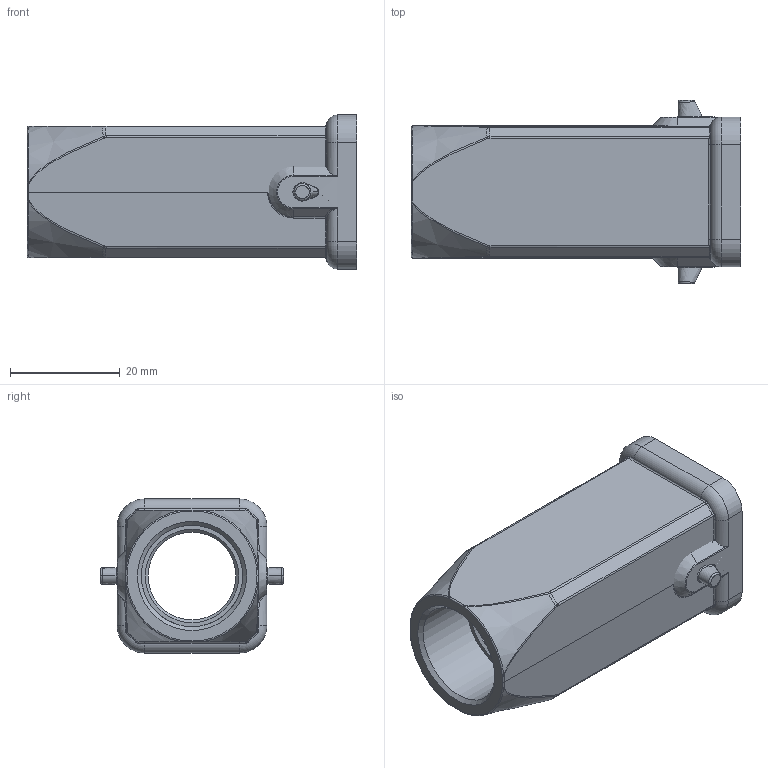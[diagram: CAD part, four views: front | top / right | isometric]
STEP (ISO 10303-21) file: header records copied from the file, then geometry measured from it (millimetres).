
FILE_DESCRIPTION(/* description */ (''),/* implementation_level */ '2;1');
FILE_NAME(/* name */ 'H3A-TE-2B-XXX.stp',/* time_stamp */ '2022-07-18T16:40:15+08:00',/* author */ (''),/* organization */ (''),/* preprocessor_version */ 'ST-DEVELOPER v16',/* originating_system */ 'SIEMENS PLM Software NX 10.0',/* authorisation */ '');
FILE_SCHEMA (('AP203_CONFIGURATION_CONTROLLED_3D_DESIGN_OF_MECHANICAL_PARTS_AND_ASSEMBLIES_MIM_LF { 1 0 10303 403 2 1 2}'));
Length unit declared in the file: millimetre
Products named in the file (1): Admi3454825451gt
Bounding box: 60 x 33.4 x 28.1 mm (x, y, z)
Volume: 10385.1 mm3; surface area: 11028.9 mm2
Topology: 1 solids, 1 shells, 172 faces, 406 edges, 237 vertices
Faces by surface type: bspline 73, plane 38, cylinder 36, cone 13, torus 10, sphere 2
Full cylindrical faces by diameter (mm): 3.1 x1, 5.8 x1, 16 x1, 18.5 x1
Entity records: 8000 total; most frequent: CARTESIAN_POINT 4501, ORIENTED_EDGE 790, DIRECTION 584, EDGE_CURVE 395, VERTEX_POINT 237, AXIS2_PLACEMENT_3D 236, EDGE_LOOP 188, ADVANCED_FACE 172
